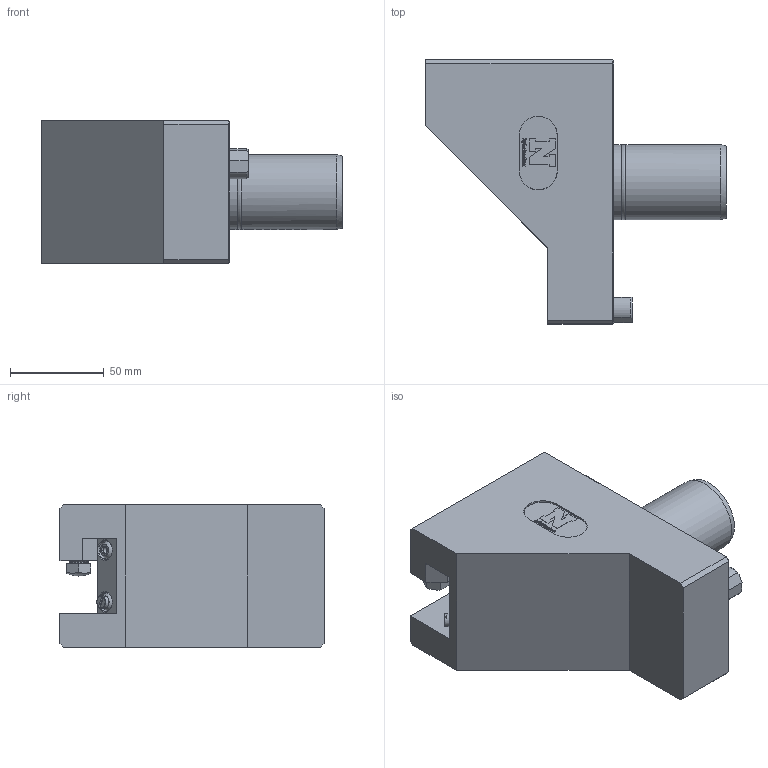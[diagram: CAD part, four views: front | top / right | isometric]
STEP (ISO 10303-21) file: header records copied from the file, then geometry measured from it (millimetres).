
FILE_DESCRIPTION(/* description */ ('8 214 44 001.02'),/* implementation_level */ '2;1');
FILE_NAME(/* name */ '8 214 44 001.02',/* time_stamp */ '2022-02-14T12:58:07+01:00',/* author */ ('heimatec GmbH'),/* organization */ (''),/* preprocessor_version */ 'ST-DEVELOPER v16.7',/* originating_system */ 'Solid Edge',/* authorisation */ 'Unknown');
FILE_SCHEMA (('AUTOMOTIVE_DESIGN {1 0 10303 214 3 1 1}'));
Length unit declared in the file: millimetre
Products named in the file (1): Part12
Bounding box: 160 x 140.5 x 76 mm (x, y, z)
Volume: 719694.2 mm3; surface area: 64881.2 mm2
Topology: 2 solids, 2 shells, 276 faces, 716 edges, 475 vertices
Faces by surface type: plane 202, cylinder 47, cone 11, torus 9, sphere 5, bspline 2
Full cylindrical faces by diameter (mm): 0.425 x1, 0.51 x1, 3.242 x1, 10 x5, 12 x1, 39 x2, 40 x2
Entity records: 8286 total; most frequent: CARTESIAN_POINT 1705, DIRECTION 1334, ORIENTED_EDGE 1310, EDGE_CURVE 655, LINE 470, VECTOR 470, VERTEX_POINT 449, AXIS2_PLACEMENT_3D 432
